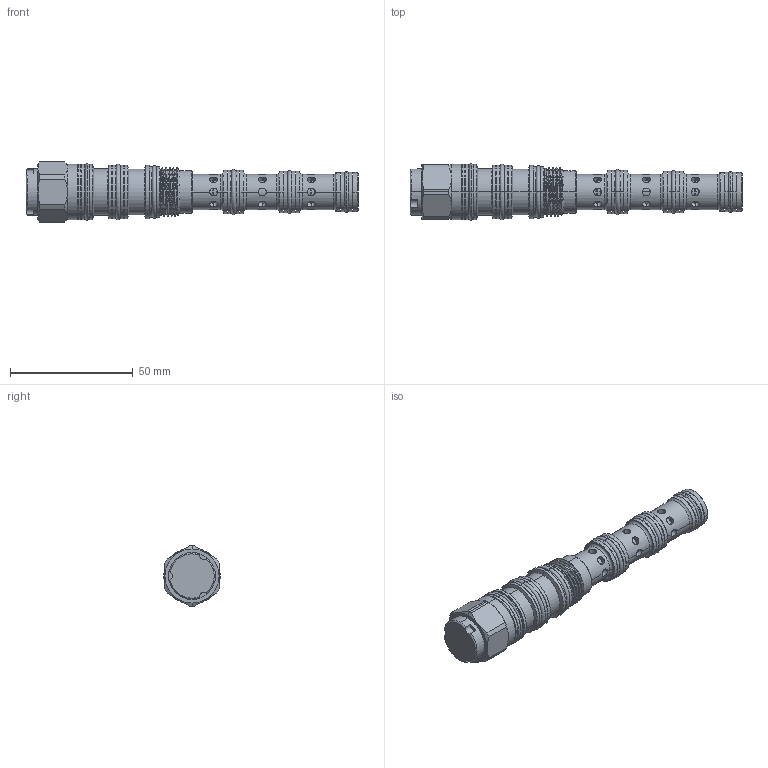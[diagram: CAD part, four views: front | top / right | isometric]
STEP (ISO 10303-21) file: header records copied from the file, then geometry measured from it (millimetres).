
FILE_DESCRIPTION (( 'STEP AP203' ), '1' );
FILE_NAME ('DC61A6E22N.STEP', '2022-06-17T02:54:15', ( '' ), ( '' ), 'SwSTEP 2.0', 'SolidWorks 2018', '' );
FILE_SCHEMA (( 'CONFIG_CONTROL_DESIGN' ));
Length unit declared in the file: millimetre
Products named in the file (1): DC61A6E22N
Bounding box: 135.04 x 22.98 x 24.6 mm (x, y, z)
Volume: 32663.6 mm3; surface area: 15198.9 mm2
Topology: 5 solids, 8 shells, 421 faces, 1108 edges, 662 vertices
Faces by surface type: cylinder 273, plane 79, cone 35, torus 32, bspline 2
Entity records: 16334 total; most frequent: CARTESIAN_POINT 5960, ORIENTED_EDGE 2216, DIRECTION 2166, EDGE_CURVE 1108, AXIS2_PLACEMENT_3D 948, VERTEX_POINT 662, CIRCLE 528, EDGE_LOOP 500
